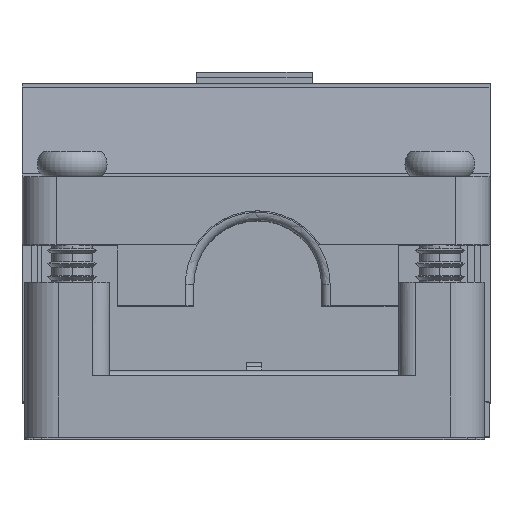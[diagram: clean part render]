
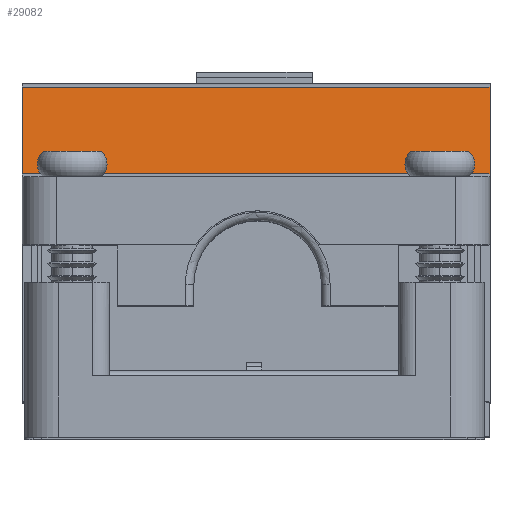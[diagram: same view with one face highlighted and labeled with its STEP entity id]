
A CAD part, top view. The second image highlights one B-rep face of the part: STEP entity #29082.
In plain terms, the highlighted planar face has unit normal (0, 0.904, 0.428).
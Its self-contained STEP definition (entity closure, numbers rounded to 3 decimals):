
#5172 = EDGE_CURVE ( 'NONE', #26945, #26903, #10732, .T. ) ;
#5257 = EDGE_CURVE ( 'NONE', #26925, #26970, #9995, .T. ) ;
#5352 = EDGE_CURVE ( 'NONE', #26945, #26970, #10389, .T. ) ;
#5354 = EDGE_CURVE ( 'NONE', #26903, #26925, #10353, .T. ) ;
#5791 = EDGE_LOOP ( 'NONE', ( #6455, #6419, #6394, #6424 ) ) ;
#6394 = ORIENTED_EDGE ( 'NONE', *, *, #5352, .T. ) ;
#6419 = ORIENTED_EDGE ( 'NONE', *, *, #5172, .F. ) ;
#6424 = ORIENTED_EDGE ( 'NONE', *, *, #5257, .F. ) ;
#6455 = ORIENTED_EDGE ( 'NONE', *, *, #5354, .F. ) ;
#8455 = VECTOR ( 'NONE', #10790, 1000. ) ;
#8503 = VECTOR ( 'NONE', #10002, 1000. ) ;
#8654 = VECTOR ( 'NONE', #10346, 1000. ) ;
#8670 = VECTOR ( 'NONE', #10359, 1000. ) ;
#9995 = LINE ( 'NONE', #9996, #8503 ) ;
#9996 = CARTESIAN_POINT ( 'NONE',  ( 27.5, 4.193, 40.793 ) ) ;
#10002 = DIRECTION ( 'NONE',  ( -1., 0., 0. ) ) ;
#10346 = DIRECTION ( 'NONE',  ( 0., -0.428, 0.904 ) ) ;
#10353 = LINE ( 'NONE', #10360, #8654 ) ;
#10359 = DIRECTION ( 'NONE',  ( 0., -0.428, 0.904 ) ) ;
#10360 = CARTESIAN_POINT ( 'NONE',  ( 27.5, 9.307, 30.007 ) ) ;
#10364 = CARTESIAN_POINT ( 'NONE',  ( 0., 9.307, 30.007 ) ) ;
#10389 = LINE ( 'NONE', #10364, #8670 ) ;
#10732 = LINE ( 'NONE', #10750, #8455 ) ;
#10750 = CARTESIAN_POINT ( 'NONE',  ( 27.5, 9.307, 30.007 ) ) ;
#10790 = DIRECTION ( 'NONE',  ( 1., 0., 0. ) ) ;
#11060 = CARTESIAN_POINT ( 'NONE',  ( 27.5, 9.307, 30.007 ) ) ;
#11097 = CARTESIAN_POINT ( 'NONE',  ( 27.5, 4.193, 40.793 ) ) ;
#11114 = CARTESIAN_POINT ( 'NONE',  ( 0., 9.307, 30.007 ) ) ;
#11154 = CARTESIAN_POINT ( 'NONE',  ( 0., 4.193, 40.793 ) ) ;
#13203 = AXIS2_PLACEMENT_3D ( 'NONE', #17709, #17740, #17718 ) ;
#17699 = PLANE ( 'NONE',  #13203 ) ;
#17709 = CARTESIAN_POINT ( 'NONE',  ( 27.5, 4., 41.2 ) ) ;
#17718 = DIRECTION ( 'NONE',  ( 0., 0.428, -0.904 ) ) ;
#17734 = FACE_OUTER_BOUND ( 'NONE', #5791, .T. ) ;
#17740 = DIRECTION ( 'NONE',  ( 0., -0.904, -0.428 ) ) ;
#26903 = VERTEX_POINT ( 'NONE', #11060 ) ;
#26925 = VERTEX_POINT ( 'NONE', #11097 ) ;
#26945 = VERTEX_POINT ( 'NONE', #11114 ) ;
#26970 = VERTEX_POINT ( 'NONE', #11154 ) ;
#29082 = ADVANCED_FACE ( 'NONE', ( #17734 ), #17699, .F. ) ;
